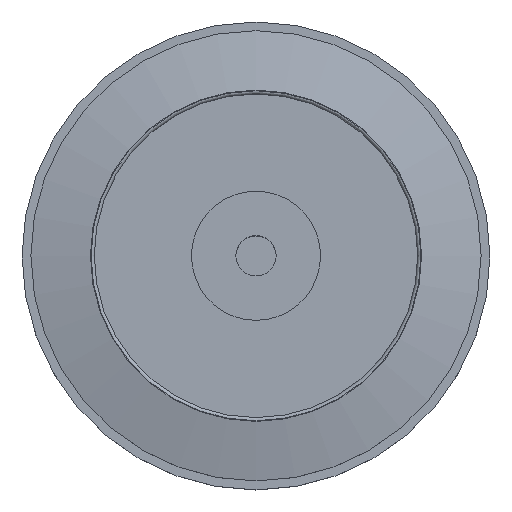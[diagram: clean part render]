
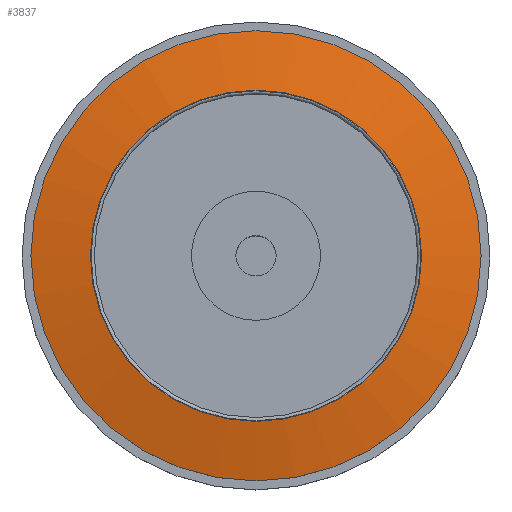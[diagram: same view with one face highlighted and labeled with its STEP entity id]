
A CAD part, top view. The second image highlights one B-rep face of the part: STEP entity #3837.
In plain terms, the highlighted conical face has half-angle 78.5 degrees and reference radius 12.107 mm.
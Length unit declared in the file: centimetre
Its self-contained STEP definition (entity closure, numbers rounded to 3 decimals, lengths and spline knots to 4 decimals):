
#395=CONICAL_SURFACE($,#4136,1.2107,78.5);
#454=FACE_BOUND($,#980,.T.);
#534=CIRCLE($,#4137,1.0264);
#535=CIRCLE($,#4138,1.395);
#725=FACE_OUTER_BOUND($,#979,.T.);
#979=EDGE_LOOP($,(#2950));
#980=EDGE_LOOP($,(#2951));
#1679=VERTEX_POINT($,#7215);
#1680=VERTEX_POINT($,#7217);
#2161=EDGE_CURVE($,#1679,#1679,#534,.T.);
#2162=EDGE_CURVE($,#1680,#1680,#535,.T.);
#2950=ORIENTED_EDGE($,*,*,#2161,.F.);
#2951=ORIENTED_EDGE($,*,*,#2162,.T.);
#3837=ADVANCED_FACE($,(#725,#454),#395,.T.);
#4136=AXIS2_PLACEMENT_3D($,#7214,#4702,#4703);
#4137=AXIS2_PLACEMENT_3D($,#7216,#4704,#4705);
#4138=AXIS2_PLACEMENT_3D($,#7218,#4706,#4707);
#4702=DIRECTION('center_axis',(0.,0.,
-1.));
#4703=DIRECTION('ref_axis',(1.,0.,0.));
#4704=DIRECTION('center_axis',(0.,0.,
1.));
#4705=DIRECTION('ref_axis',(1.,0.,0.));
#4706=DIRECTION('center_axis',(0.,0.,
1.));
#4707=DIRECTION('ref_axis',(1.,0.,0.));
#7214=CARTESIAN_POINT('Origin',(0.,0.,
2.5625));
#7215=CARTESIAN_POINT('',(1.0264,0.,2.6));
#7216=CARTESIAN_POINT('Origin',(0.,0.,
2.6));
#7217=CARTESIAN_POINT('',(1.395,0.,2.525));
#7218=CARTESIAN_POINT('Origin',(0.,0.,
2.525));
